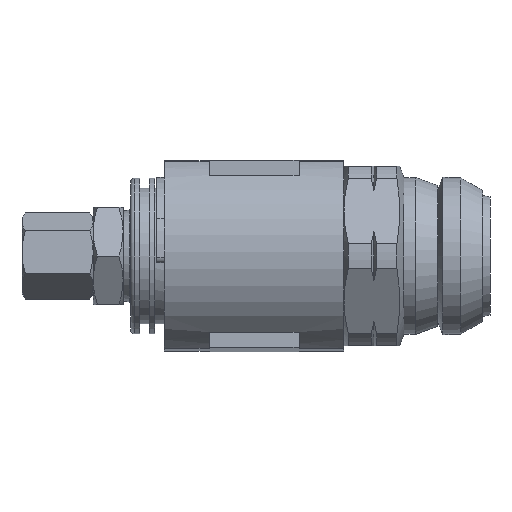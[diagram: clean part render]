
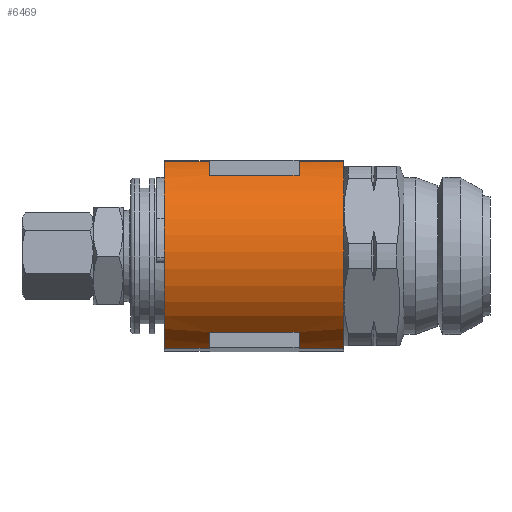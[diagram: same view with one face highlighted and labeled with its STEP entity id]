
A CAD part, left-side view. The second image highlights one B-rep face of the part: STEP entity #6469.
In plain terms, the highlighted cylindrical face has radius 13.5 mm (diameter 27 mm), a partial arc.
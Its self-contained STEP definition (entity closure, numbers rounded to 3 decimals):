
#147 = CARTESIAN_POINT ( 'NONE',  ( -5.578, 43.5, -12.294 ) ) ;
#293 = DIRECTION ( 'NONE',  ( 0., 1., 0. ) ) ;
#294 = DIRECTION ( 'NONE',  ( 0.039, 0., 0.999 ) ) ;
#297 = CARTESIAN_POINT ( 'NONE',  ( 0., 47.5, 0. ) ) ;
#412 = EDGE_CURVE ( 'NONE', #2946, #2947, #6438, .T. ) ;
#488 = EDGE_CURVE ( 'NONE', #2969, #2946, #3688, .T. ) ;
#494 = EDGE_CURVE ( 'NONE', #2971, #2969, #3694, .T. ) ;
#501 = EDGE_CURVE ( 'NONE', #2973, #2971, #3699, .T. ) ;
#507 = EDGE_CURVE ( 'NONE', #2975, #2973, #3705, .T. ) ;
#508 = EDGE_CURVE ( 'NONE', #3267, #2975, #3707, .T. ) ;
#517 = EDGE_CURVE ( 'NONE', #2977, #2974, #3712, .T. ) ;
#533 = EDGE_CURVE ( 'NONE', #2976, #1703, #3729, .T. ) ;
#540 = EDGE_CURVE ( 'NONE', #2984, #2976, #3731, .T. ) ;
#543 = EDGE_CURVE ( 'NONE', #2974, #2984, #3740, .T. ) ;
#544 = EDGE_CURVE ( 'NONE', #2947, #2977, #3742, .T. ) ;
#1606 = AXIS2_PLACEMENT_3D ( 'NONE', #6005, #6006, #6007 ) ;
#1618 = AXIS2_PLACEMENT_3D ( 'NONE', #297, #293, #294 ) ;
#1703 = VERTEX_POINT ( 'NONE', #147 ) ;
#1925 = AXIS2_PLACEMENT_3D ( 'NONE', #3318, #3317, #3316 ) ;
#1934 = AXIS2_PLACEMENT_3D ( 'NONE', #5956, #5957, #5958 ) ;
#1935 = AXIS2_PLACEMENT_3D ( 'NONE', #5969, #5970, #5971 ) ;
#1936 = AXIS2_PLACEMENT_3D ( 'NONE', #2238, #2239, #2240 ) ;
#1937 = AXIS2_PLACEMENT_3D ( 'NONE', #2261, #2262, #2263 ) ;
#2207 = CARTESIAN_POINT ( 'NONE',  ( -4.615, 19.5, 12.687 ) ) ;
#2208 = CARTESIAN_POINT ( 'NONE',  ( -5.578, 19.5, -12.294 ) ) ;
#2230 = CARTESIAN_POINT ( 'NONE',  ( -4.615, 25.5, 12.687 ) ) ;
#2232 = CARTESIAN_POINT ( 'NONE',  ( -8.09, 25.5, 10.808 ) ) ;
#2236 = CARTESIAN_POINT ( 'NONE',  ( -5.578, 47.5, -12.294 ) ) ;
#2238 = CARTESIAN_POINT ( 'NONE',  ( 0., 25.5, 0. ) ) ;
#2239 = DIRECTION ( 'NONE',  ( 0., 1., 0. ) ) ;
#2240 = DIRECTION ( 'NONE',  ( -0.039, 0., -0.999 ) ) ;
#2254 = DIRECTION ( 'NONE',  ( 0., 1., 0. ) ) ;
#2261 = CARTESIAN_POINT ( 'NONE',  ( 0., 37.5, 0. ) ) ;
#2262 = DIRECTION ( 'NONE',  ( 0., -1., 0. ) ) ;
#2263 = DIRECTION ( 'NONE',  ( 0.039, 0., 0.999 ) ) ;
#2264 = CARTESIAN_POINT ( 'NONE',  ( -8.898, 47.5, -10.153 ) ) ;
#2265 = DIRECTION ( 'NONE',  ( 0., 1., 0. ) ) ;
#2266 = CARTESIAN_POINT ( 'NONE',  ( -5.578, 47.5, -12.294 ) ) ;
#2267 = DIRECTION ( 'NONE',  ( 0., 1., 0. ) ) ;
#2342 = CARTESIAN_POINT ( 'NONE',  ( -8.09, 37.5, 10.808 ) ) ;
#2343 = CARTESIAN_POINT ( 'NONE',  ( -8.898, 25.5, -10.153 ) ) ;
#2344 = CARTESIAN_POINT ( 'NONE',  ( -4.615, 37.5, 12.687 ) ) ;
#2345 = CARTESIAN_POINT ( 'NONE',  ( -5.578, 37.5, -12.294 ) ) ;
#2346 = CARTESIAN_POINT ( 'NONE',  ( -5.578, 25.5, -12.294 ) ) ;
#2353 = CARTESIAN_POINT ( 'NONE',  ( -8.898, 37.5, -10.153 ) ) ;
#2444 = CARTESIAN_POINT ( 'NONE',  ( -4.615, 43.5, 12.687 ) ) ;
#2946 = VERTEX_POINT ( 'NONE', #2207 ) ;
#2947 = VERTEX_POINT ( 'NONE', #2208 ) ;
#2969 = VERTEX_POINT ( 'NONE', #2230 ) ;
#2971 = VERTEX_POINT ( 'NONE', #2232 ) ;
#2973 = VERTEX_POINT ( 'NONE', #2342 ) ;
#2974 = VERTEX_POINT ( 'NONE', #2343 ) ;
#2975 = VERTEX_POINT ( 'NONE', #2344 ) ;
#2976 = VERTEX_POINT ( 'NONE', #2345 ) ;
#2977 = VERTEX_POINT ( 'NONE', #2346 ) ;
#2984 = VERTEX_POINT ( 'NONE', #2353 ) ;
#3267 = VERTEX_POINT ( 'NONE', #2444 ) ;
#3292 = EDGE_LOOP ( 'NONE', ( #8051, #8052, #8053, #8054, #8055, #8056, #8057, #8058, #8059, #8060, #8061, #8062 ) ) ;
#3316 = DIRECTION ( 'NONE',  ( 0.039, 0., 0.999 ) ) ;
#3317 = DIRECTION ( 'NONE',  ( 0., -1., 0. ) ) ;
#3318 = CARTESIAN_POINT ( 'NONE',  ( 0., 19.5, 0. ) ) ;
#3688 = LINE ( 'NONE', #5948, #3691 ) ;
#3691 = VECTOR ( 'NONE', #5949, 1000. ) ;
#3694 = CIRCLE ( 'NONE', #1934, 13.5 ) ;
#3699 = LINE ( 'NONE', #5961, #3702 ) ;
#3702 = VECTOR ( 'NONE', #5962, 1000. ) ;
#3705 = CIRCLE ( 'NONE', #1935, 13.5 ) ;
#3707 = LINE ( 'NONE', #5964, #3709 ) ;
#3709 = VECTOR ( 'NONE', #5959, 1000. ) ;
#3712 = CIRCLE ( 'NONE', #1936, 13.5 ) ;
#3729 = LINE ( 'NONE', #2236, #3734 ) ;
#3731 = CIRCLE ( 'NONE', #1937, 13.5 ) ;
#3734 = VECTOR ( 'NONE', #2254, 1000. ) ;
#3740 = LINE ( 'NONE', #2264, #3743 ) ;
#3742 = LINE ( 'NONE', #2266, #3745 ) ;
#3743 = VECTOR ( 'NONE', #2265, 1000. ) ;
#3745 = VECTOR ( 'NONE', #2267, 1000. ) ;
#5791 = EDGE_CURVE ( 'NONE', #1703, #3267, #7848, .T. ) ;
#5948 = CARTESIAN_POINT ( 'NONE',  ( -4.615, 47.5, 12.687 ) ) ;
#5949 = DIRECTION ( 'NONE',  ( 0., -1., 0. ) ) ;
#5956 = CARTESIAN_POINT ( 'NONE',  ( 0., 25.5, 0. ) ) ;
#5957 = DIRECTION ( 'NONE',  ( 0., 1., 0. ) ) ;
#5958 = DIRECTION ( 'NONE',  ( -0.039, 0., -0.999 ) ) ;
#5959 = DIRECTION ( 'NONE',  ( 0., -1., 0. ) ) ;
#5961 = CARTESIAN_POINT ( 'NONE',  ( -8.09, 47.5, 10.808 ) ) ;
#5962 = DIRECTION ( 'NONE',  ( 0., -1., 0. ) ) ;
#5964 = CARTESIAN_POINT ( 'NONE',  ( -4.615, 47.5, 12.687 ) ) ;
#5969 = CARTESIAN_POINT ( 'NONE',  ( 0., 37.5, 0. ) ) ;
#5970 = DIRECTION ( 'NONE',  ( 0., -1., 0. ) ) ;
#5971 = DIRECTION ( 'NONE',  ( 0.039, 0., 0.999 ) ) ;
#6005 = CARTESIAN_POINT ( 'NONE',  ( 0., 43.5, 0. ) ) ;
#6006 = DIRECTION ( 'NONE',  ( 0., 1., 0. ) ) ;
#6007 = DIRECTION ( 'NONE',  ( -0.039, 0., -0.999 ) ) ;
#6438 = CIRCLE ( 'NONE', #1925, 13.5 ) ;
#6469 = ADVANCED_FACE ( 'NONE', ( #7901 ), #7908, .T. ) ;
#7848 = CIRCLE ( 'NONE', #1606, 13.5 ) ;
#7901 = FACE_OUTER_BOUND ( 'NONE', #3292, .T. ) ;
#7908 = CYLINDRICAL_SURFACE ( 'NONE', #1618, 13.5 ) ;
#8051 = ORIENTED_EDGE ( 'NONE', *, *, #5791, .F. ) ;
#8052 = ORIENTED_EDGE ( 'NONE', *, *, #533, .F. ) ;
#8053 = ORIENTED_EDGE ( 'NONE', *, *, #540, .F. ) ;
#8054 = ORIENTED_EDGE ( 'NONE', *, *, #543, .F. ) ;
#8055 = ORIENTED_EDGE ( 'NONE', *, *, #517, .F. ) ;
#8056 = ORIENTED_EDGE ( 'NONE', *, *, #544, .F. ) ;
#8057 = ORIENTED_EDGE ( 'NONE', *, *, #412, .F. ) ;
#8058 = ORIENTED_EDGE ( 'NONE', *, *, #488, .F. ) ;
#8059 = ORIENTED_EDGE ( 'NONE', *, *, #494, .F. ) ;
#8060 = ORIENTED_EDGE ( 'NONE', *, *, #501, .F. ) ;
#8061 = ORIENTED_EDGE ( 'NONE', *, *, #507, .F. ) ;
#8062 = ORIENTED_EDGE ( 'NONE', *, *, #508, .F. ) ;
